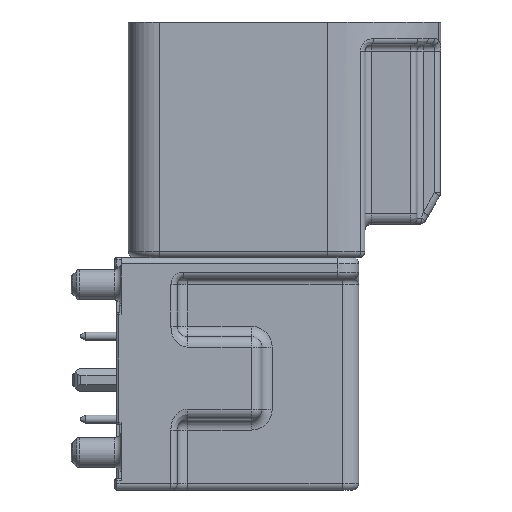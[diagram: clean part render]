
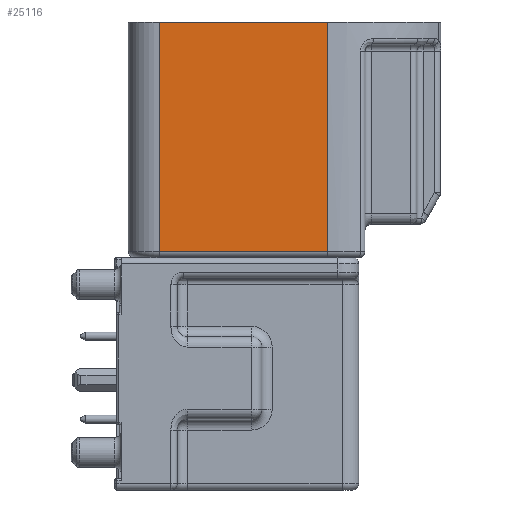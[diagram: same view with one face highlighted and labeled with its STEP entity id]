
A CAD part, left-side view. The second image highlights one B-rep face of the part: STEP entity #25116.
In plain terms, the highlighted planar face has unit normal (-1, 0, 0).
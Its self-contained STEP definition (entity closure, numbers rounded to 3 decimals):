
#732=DIRECTION('',(0.,1.,0.));
#733=VECTOR('',#732,8.096);
#734=CARTESIAN_POINT('',(-6.,-3.596,0.));
#735=LINE('',#734,#733);
#1505=DIRECTION('',(0.,1.,0.));
#1506=VECTOR('',#1505,8.096);
#1507=CARTESIAN_POINT('',(-6.,-3.596,-11.05));
#1508=LINE('',#1507,#1506);
#1509=DIRECTION('',(0.,0.,1.));
#1510=VECTOR('',#1509,11.05);
#1511=CARTESIAN_POINT('',(-6.,4.5,-11.05));
#1512=LINE('',#1511,#1510);
#1513=DIRECTION('',(0.,0.,1.));
#1514=VECTOR('',#1513,11.05);
#1515=CARTESIAN_POINT('',(-6.,-3.596,-11.05));
#1516=LINE('',#1515,#1514);
#18911=CARTESIAN_POINT('',(-6.,-3.596,0.));
#18912=VERTEX_POINT('',#18911);
#18924=CARTESIAN_POINT('',(-6.,4.5,0.));
#18926=VERTEX_POINT('',#18924);
#19403=CARTESIAN_POINT('',(-6.,-3.596,-11.05));
#19404=CARTESIAN_POINT('',(-6.,4.5,-11.05));
#19405=VERTEX_POINT('',#19403);
#19406=VERTEX_POINT('',#19404);
#25103=CARTESIAN_POINT('',(-6.,-9.05,0.));
#25104=DIRECTION('',(-1.,0.,0.));
#25105=DIRECTION('',(0.,1.,0.));
#25106=AXIS2_PLACEMENT_3D('',#25103,#25104,#25105);
#25107=PLANE('',#25106);
#25109=ORIENTED_EDGE('',*,*,#25108,.T.);
#25110=ORIENTED_EDGE('',*,*,#25098,.T.);
#25111=ORIENTED_EDGE('',*,*,#24223,.F.);
#25113=ORIENTED_EDGE('',*,*,#25112,.F.);
#25114=EDGE_LOOP('',(#25109,#25110,#25111,#25113));
#25115=FACE_OUTER_BOUND('',#25114,.F.);
#25116=ADVANCED_FACE('',(#25115),#25107,.T.);
#24223=EDGE_CURVE('',#18912,#18926,#735,.T.);
#25098=EDGE_CURVE('',#19406,#18926,#1512,.T.);
#25108=EDGE_CURVE('',#19405,#19406,#1508,.T.);
#25112=EDGE_CURVE('',#19405,#18912,#1516,.T.);
